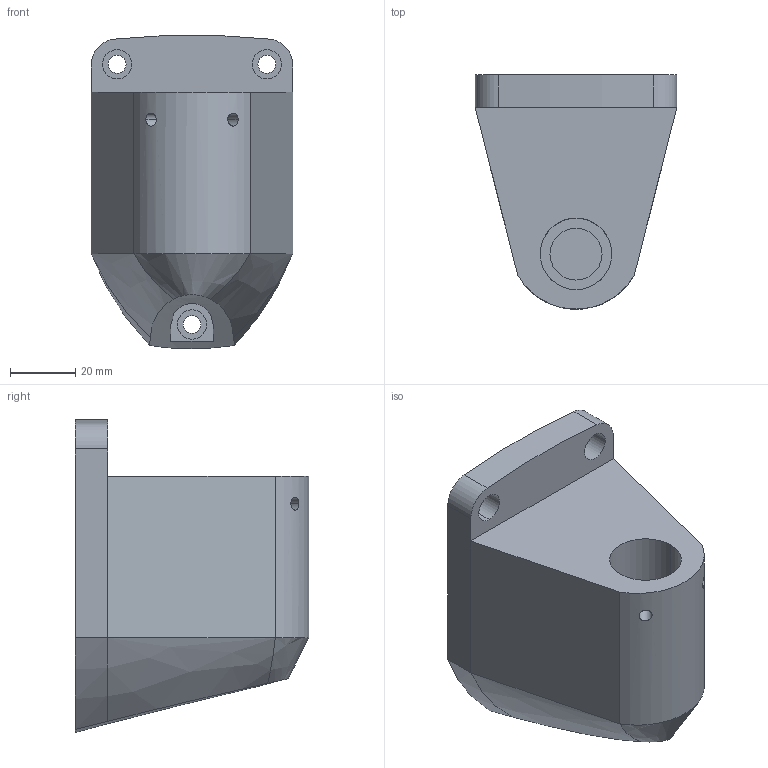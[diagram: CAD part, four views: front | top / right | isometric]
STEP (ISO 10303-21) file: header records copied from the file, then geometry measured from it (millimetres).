
FILE_DESCRIPTION (( 'STEP AP214' ), '1' );
FILE_NAME ('SZK-001U.step', '2018-07-03T12:00:47', ( '' ), ( '' ), 'SwSTEP 2.0', 'SolidWorks 2017', '' );
FILE_SCHEMA (( 'AUTOMOTIVE_DESIGN' ));
Length unit declared in the file: inch
Products named in the file (1): SZK-001U
Bounding box: 62 x 71.94 x 96.24 mm (x, y, z)
Volume: 163055.4 mm3; surface area: 31328.3 mm2
Topology: 1 solids, 1 shells, 53 faces, 126 edges, 82 vertices
Faces by surface type: cylinder 27, plane 20, bspline 6
Entity records: 2482 total; most frequent: CARTESIAN_POINT 1225, ORIENTED_EDGE 252, DIRECTION 243, EDGE_CURVE 126, AXIS2_PLACEMENT_3D 92, VERTEX_POINT 82, EDGE_LOOP 70, LINE 59
